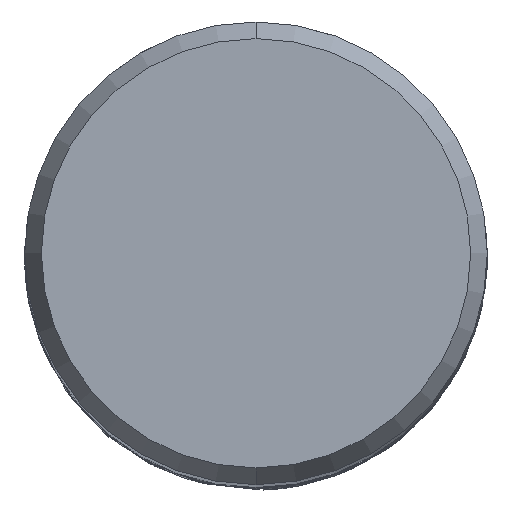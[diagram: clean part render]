
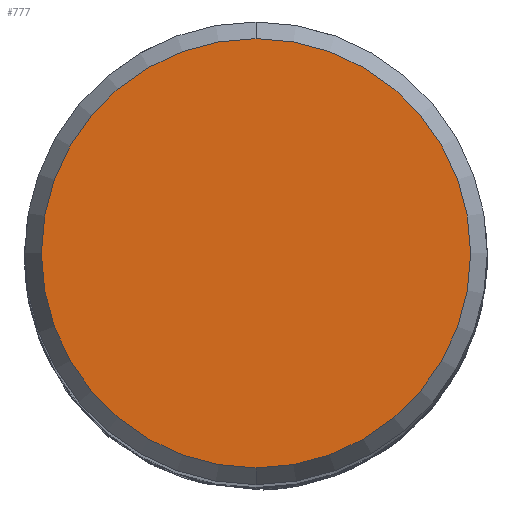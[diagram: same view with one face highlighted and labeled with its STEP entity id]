
A CAD part, top view. The second image highlights one B-rep face of the part: STEP entity #777.
In plain terms, the highlighted planar face has unit normal (0, 0, 1).
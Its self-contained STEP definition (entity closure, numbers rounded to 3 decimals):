
#771=EDGE_CURVE('',#1273,#1035,#1991,.T.);
#777=ADVANCED_FACE('',(#1998),#1999,.T.);
#1035=VERTEX_POINT('',#2282);
#1237=EDGE_CURVE('',#1035,#1273,#2503,.T.);
#1273=VERTEX_POINT('',#2541);
#1991=CIRCLE('',#5037,7.423);
#1998=FACE_OUTER_BOUND('',#5047,.T.);
#1999=PLANE('',#5048);
#2282=CARTESIAN_POINT('',(0.0,7.423,0.0));
#2503=CIRCLE('',#12058,7.423);
#2541=CARTESIAN_POINT('',(0.,-7.423,0.0));
#5037=AXIS2_PLACEMENT_3D('',#19611,#19612,#19613);
#5047=EDGE_LOOP('',(#19624,#19625));
#5048=AXIS2_PLACEMENT_3D('',#19626,#19627,#19628);
#12058=AXIS2_PLACEMENT_3D('',#20159,#20160,#20161);
#19611=CARTESIAN_POINT('',(0.0,0.0,0.0));
#19612=DIRECTION('',(0.0,0.0,-1.0));
#19613=DIRECTION('',(0.0,1.0,0.0));
#19624=ORIENTED_EDGE('',*,*,#1237,.F.);
#19625=ORIENTED_EDGE('',*,*,#771,.F.);
#19626=CARTESIAN_POINT('',(0.0,3.711,0.0));
#19627=DIRECTION('',(-0.0,0.0,1.0));
#19628=DIRECTION('',(0.0,-1.0,0.0));
#20159=CARTESIAN_POINT('',(0.0,0.0,0.0));
#20160=DIRECTION('',(0.0,0.0,-1.0));
#20161=DIRECTION('',(0.0,1.0,0.0));
